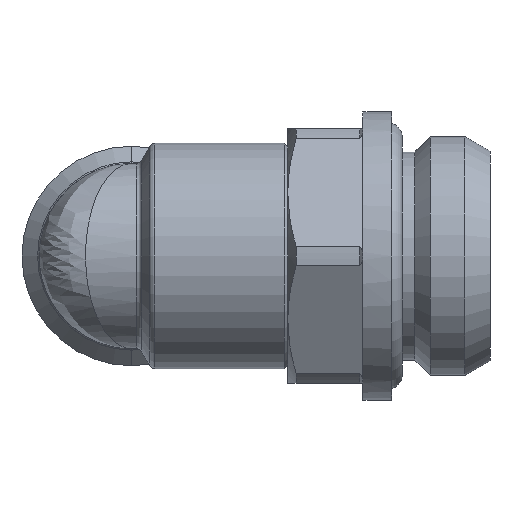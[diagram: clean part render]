
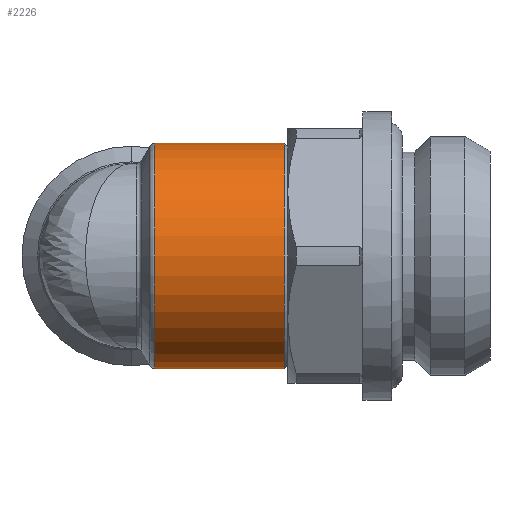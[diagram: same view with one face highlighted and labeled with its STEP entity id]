
A CAD part, left-side view. The second image highlights one B-rep face of the part: STEP entity #2226.
In plain terms, the highlighted cylindrical face has radius 9.75 mm (diameter 19.5 mm), a partial arc.
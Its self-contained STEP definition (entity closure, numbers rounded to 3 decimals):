
#221 = CARTESIAN_POINT ( 'NONE',  ( 0., 3.024, 0. ) ) ;
#229 = DIRECTION ( 'NONE',  ( 0., -1., 0. ) ) ;
#234 = AXIS2_PLACEMENT_3D ( 'NONE', #2240, #229, #791 ) ;
#334 = CARTESIAN_POINT ( 'NONE',  ( 0., -13.2, -9.75 ) ) ;
#498 = VECTOR ( 'NONE', #3663, 1000. ) ;
#506 = DIRECTION ( 'NONE',  ( 0., 1., 0. ) ) ;
#580 = CARTESIAN_POINT ( 'NONE',  ( 0., -2., 0. ) ) ;
#606 = DIRECTION ( 'NONE',  ( 0., 1., 0. ) ) ;
#611 = CIRCLE ( 'NONE', #1175, 9.75 ) ;
#654 = CYLINDRICAL_SURFACE ( 'NONE', #2687, 9.75 ) ;
#678 = CARTESIAN_POINT ( 'NONE',  ( 0., -2., 9.75 ) ) ;
#788 = EDGE_CURVE ( 'NONE', #1065, #1610, #2230, .T. ) ;
#791 = DIRECTION ( 'NONE',  ( 0., 0., 1. ) ) ;
#840 = EDGE_CURVE ( 'NONE', #1065, #2524, #1959, .T. ) ;
#914 = CARTESIAN_POINT ( 'NONE',  ( 0., 3.024, -9.75 ) ) ;
#1006 = ORIENTED_EDGE ( 'NONE', *, *, #1966, .F. ) ;
#1065 = VERTEX_POINT ( 'NONE', #1761 ) ;
#1175 = AXIS2_PLACEMENT_3D ( 'NONE', #580, #606, #2322 ) ;
#1253 = ORIENTED_EDGE ( 'NONE', *, *, #788, .F. ) ;
#1393 = ORIENTED_EDGE ( 'NONE', *, *, #840, .T. ) ;
#1532 = LINE ( 'NONE', #914, #2396 ) ;
#1610 = VERTEX_POINT ( 'NONE', #334 ) ;
#1690 = CARTESIAN_POINT ( 'NONE',  ( 0., -2., -9.75 ) ) ;
#1761 = CARTESIAN_POINT ( 'NONE',  ( 0., -13.2, 9.75 ) ) ;
#1959 = LINE ( 'NONE', #2845, #498 ) ;
#1966 = EDGE_CURVE ( 'NONE', #2291, #2524, #611, .T. ) ;
#1992 = ORIENTED_EDGE ( 'NONE', *, *, #2698, .F. ) ;
#2226 = ADVANCED_FACE ( 'NONE', ( #3010 ), #654, .T. ) ;
#2230 = CIRCLE ( 'NONE', #234, 9.75 ) ;
#2240 = CARTESIAN_POINT ( 'NONE',  ( 0., -13.2, 0. ) ) ;
#2291 = VERTEX_POINT ( 'NONE', #1690 ) ;
#2322 = DIRECTION ( 'NONE',  ( 0., 0., 1. ) ) ;
#2396 = VECTOR ( 'NONE', #3227, 1000. ) ;
#2524 = VERTEX_POINT ( 'NONE', #678 ) ;
#2686 = EDGE_LOOP ( 'NONE', ( #1992, #1253, #1393, #1006 ) ) ;
#2687 = AXIS2_PLACEMENT_3D ( 'NONE', #221, #506, #3104 ) ;
#2698 = EDGE_CURVE ( 'NONE', #1610, #2291, #1532, .T. ) ;
#2845 = CARTESIAN_POINT ( 'NONE',  ( 0., 3.024, 9.75 ) ) ;
#3010 = FACE_OUTER_BOUND ( 'NONE', #2686, .T. ) ;
#3104 = DIRECTION ( 'NONE',  ( 0., 0., 1. ) ) ;
#3227 = DIRECTION ( 'NONE',  ( 0., 1., 0. ) ) ;
#3663 = DIRECTION ( 'NONE',  ( 0., 1., 0. ) ) ;
